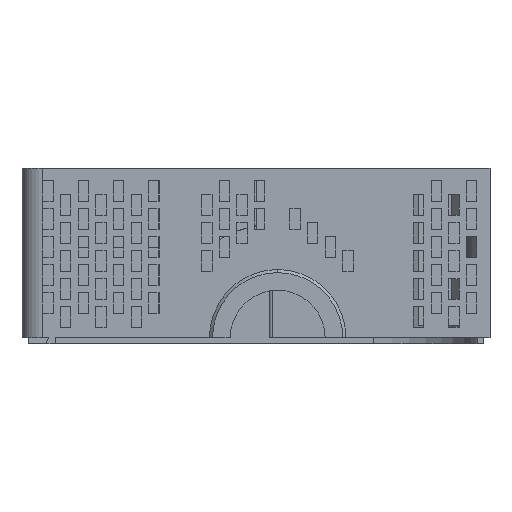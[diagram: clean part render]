
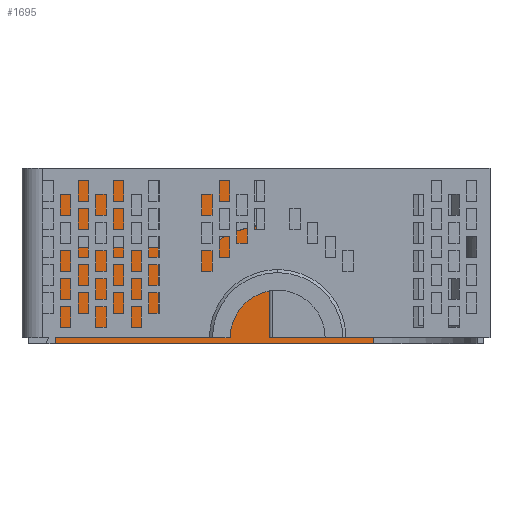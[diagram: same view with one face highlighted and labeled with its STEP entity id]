
A CAD part, front view. The second image highlights one B-rep face of the part: STEP entity #1695.
In plain terms, the highlighted planar face has unit normal (0, -1, 0).
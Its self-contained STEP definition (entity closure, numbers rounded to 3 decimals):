
#23 = EDGE_CURVE ( 'NONE', #17448, #29391, #29657, .T. ) ;
#395 = DIRECTION ( 'NONE',  ( 0., 0., 1. ) ) ;
#567 = DIRECTION ( 'NONE',  ( -1., 0., 0. ) ) ;
#693 = EDGE_CURVE ( 'NONE', #10661, #6839, #11558, .T. ) ;
#724 = VECTOR ( 'NONE', #21971, 1000. ) ;
#732 = CARTESIAN_POINT ( 'NONE',  ( -56.138, 91.729, -110.745 ) ) ;
#835 = CARTESIAN_POINT ( 'NONE',  ( -33.588, 91.729, -130.045 ) ) ;
#918 = LINE ( 'NONE', #10531, #9687 ) ;
#993 = CARTESIAN_POINT ( 'NONE',  ( -31.188, 91.729, -130.045 ) ) ;
#1109 = LINE ( 'NONE', #26971, #21517 ) ;
#1119 = VERTEX_POINT ( 'NONE', #23001 ) ;
#1695 = ADVANCED_FACE ( 'NONE', ( #9231 ), #21378, .F. ) ;
#1753 = CARTESIAN_POINT ( 'NONE',  ( -73.888, 91.729, -110.745 ) ) ;
#1761 = CARTESIAN_POINT ( 'NONE',  ( -53.738, 91.729, -141.045 ) ) ;
#2088 = VECTOR ( 'NONE', #3640, 1000. ) ;
#2142 = LINE ( 'NONE', #28002, #13257 ) ;
#2211 = VECTOR ( 'NONE', #2655, 1000. ) ;
#2655 = DIRECTION ( 'NONE',  ( 1., 0., 0. ) ) ;
#3064 = CARTESIAN_POINT ( 'NONE',  ( -10.938, 91.729, -142.245 ) ) ;
#3096 = LINE ( 'NONE', #19979, #19908 ) ;
#3132 = EDGE_CURVE ( 'NONE', #11810, #25915, #8699, .T. ) ;
#3255 = DIRECTION ( 'NONE',  ( 0., 0., 1. ) ) ;
#3487 = VECTOR ( 'NONE', #395, 1000. ) ;
#3640 = DIRECTION ( 'NONE',  ( 1., 0., 0. ) ) ;
#3845 = VERTEX_POINT ( 'NONE', #3064 ) ;
#3921 = EDGE_CURVE ( 'NONE', #29391, #18581, #26702, .T. ) ;
#4419 = DIRECTION ( 'NONE',  ( 0., 0., 1. ) ) ;
#4485 = LINE ( 'NONE', #19927, #724 ) ;
#4758 = CARTESIAN_POINT ( 'NONE',  ( -10.938, 91.729, -142.245 ) ) ;
#4779 = EDGE_CURVE ( 'NONE', #25915, #21112, #28077, .T. ) ;
#6116 = ORIENTED_EDGE ( 'NONE', *, *, #4779, .T. ) ;
#6334 = LINE ( 'NONE', #16422, #22870 ) ;
#6347 = CARTESIAN_POINT ( 'NONE',  ( -29.438, 91.729, -110.745 ) ) ;
#6839 = VERTEX_POINT ( 'NONE', #732 ) ;
#7359 = CARTESIAN_POINT ( 'NONE',  ( -29.438, 91.729, -119.695 ) ) ;
#7513 = LINE ( 'NONE', #7359, #8761 ) ;
#8195 = DIRECTION ( 'NONE',  ( 1., 0., 0. ) ) ;
#8295 = VECTOR ( 'NONE', #30436, 1000. ) ;
#8559 = CARTESIAN_POINT ( 'NONE',  ( 0., 91.729, -141.045 ) ) ;
#8681 = LINE ( 'NONE', #18310, #23250 ) ;
#8699 = LINE ( 'NONE', #6347, #21565 ) ;
#8761 = VECTOR ( 'NONE', #567, 1000. ) ;
#8828 = EDGE_CURVE ( 'NONE', #3845, #17461, #10917, .T. ) ;
#9074 = ORIENTED_EDGE ( 'NONE', *, *, #19799, .T. ) ;
#9167 = VECTOR ( 'NONE', #9181, 1000. ) ;
#9169 = CARTESIAN_POINT ( 'NONE',  ( -18.938, 91.729, -110.745 ) ) ;
#9181 = DIRECTION ( 'NONE',  ( 0., 0., 1. ) ) ;
#9231 = FACE_OUTER_BOUND ( 'NONE', #27128, .T. ) ;
#9296 = VECTOR ( 'NONE', #4419, 1000. ) ;
#9395 = DIRECTION ( 'NONE',  ( 0., 1., 0. ) ) ;
#9442 = EDGE_CURVE ( 'NONE', #6839, #18581, #918, .T. ) ;
#9564 = ORIENTED_EDGE ( 'NONE', *, *, #28836, .T. ) ;
#9668 = VERTEX_POINT ( 'NONE', #993 ) ;
#9687 = VECTOR ( 'NONE', #25496, 1000. ) ;
#10531 = CARTESIAN_POINT ( 'NONE',  ( -29.438, 91.729, -110.745 ) ) ;
#10661 = VERTEX_POINT ( 'NONE', #23742 ) ;
#10917 = LINE ( 'NONE', #4758, #20237 ) ;
#11015 = CARTESIAN_POINT ( 'NONE',  ( -73.888, 91.729, -119.695 ) ) ;
#11149 = AXIS2_PLACEMENT_3D ( 'NONE', #30983, #9395, #26247 ) ;
#11558 = LINE ( 'NONE', #21167, #9167 ) ;
#11810 = VERTEX_POINT ( 'NONE', #24528 ) ;
#11821 = EDGE_CURVE ( 'NONE', #14816, #24965, #7513, .T. ) ;
#11826 = CARTESIAN_POINT ( 'NONE',  ( -76.288, 91.729, -142.245 ) ) ;
#12058 = CARTESIAN_POINT ( 'NONE',  ( -76.288, 91.729, -119.695 ) ) ;
#12271 = VECTOR ( 'NONE', #8195, 1000. ) ;
#12425 = VERTEX_POINT ( 'NONE', #9169 ) ;
#12433 = ORIENTED_EDGE ( 'NONE', *, *, #11821, .T. ) ;
#12682 = EDGE_CURVE ( 'NONE', #12425, #1119, #1109, .T. ) ;
#13085 = LINE ( 'NONE', #17821, #12271 ) ;
#13257 = VECTOR ( 'NONE', #13650, 1000. ) ;
#13650 = DIRECTION ( 'NONE',  ( -1., 0., 0. ) ) ;
#13816 = ORIENTED_EDGE ( 'NONE', *, *, #693, .T. ) ;
#14634 = CARTESIAN_POINT ( 'NONE',  ( -29.438, 91.729, -130.045 ) ) ;
#14816 = VERTEX_POINT ( 'NONE', #25792 ) ;
#15157 = ORIENTED_EDGE ( 'NONE', *, *, #25185, .T. ) ;
#15967 = DIRECTION ( 'NONE',  ( -1., 0., 0. ) ) ;
#15979 = DIRECTION ( 'NONE',  ( 1., 0., 0. ) ) ;
#16422 = CARTESIAN_POINT ( 'NONE',  ( -31.188, 91.729, -141.045 ) ) ;
#16707 = CARTESIAN_POINT ( 'NONE',  ( -18.938, 91.729, -141.045 ) ) ;
#17112 = CARTESIAN_POINT ( 'NONE',  ( -73.888, 91.729, -141.045 ) ) ;
#17174 = ORIENTED_EDGE ( 'NONE', *, *, #18174, .F. ) ;
#17313 = CARTESIAN_POINT ( 'NONE',  ( -35.988, 91.729, -119.695 ) ) ;
#17425 = VECTOR ( 'NONE', #15979, 1000. ) ;
#17448 = VERTEX_POINT ( 'NONE', #12058 ) ;
#17461 = VERTEX_POINT ( 'NONE', #21197 ) ;
#17677 = CARTESIAN_POINT ( 'NONE',  ( -29.438, 91.729, -119.695 ) ) ;
#17730 = ORIENTED_EDGE ( 'NONE', *, *, #3921, .F. ) ;
#17821 = CARTESIAN_POINT ( 'NONE',  ( 0., 91.729, -142.245 ) ) ;
#17865 = ORIENTED_EDGE ( 'NONE', *, *, #23, .F. ) ;
#18032 = ORIENTED_EDGE ( 'NONE', *, *, #12682, .T. ) ;
#18174 = EDGE_CURVE ( 'NONE', #20701, #17461, #24957, .T. ) ;
#18310 = CARTESIAN_POINT ( 'NONE',  ( -35.988, 91.729, -141.045 ) ) ;
#18581 = VERTEX_POINT ( 'NONE', #1753 ) ;
#19422 = ORIENTED_EDGE ( 'NONE', *, *, #8828, .T. ) ;
#19799 = EDGE_CURVE ( 'NONE', #24965, #11810, #8681, .T. ) ;
#19894 = DIRECTION ( 'NONE',  ( -1., 0., 0. ) ) ;
#19908 = VECTOR ( 'NONE', #3255, 1000. ) ;
#19927 = CARTESIAN_POINT ( 'NONE',  ( -76.288, 91.729, -141.045 ) ) ;
#19979 = CARTESIAN_POINT ( 'NONE',  ( -33.588, 91.729, -141.045 ) ) ;
#20237 = VECTOR ( 'NONE', #30754, 1000. ) ;
#20478 = ORIENTED_EDGE ( 'NONE', *, *, #27055, .T. ) ;
#20605 = CARTESIAN_POINT ( 'NONE',  ( -53.738, 91.729, -119.695 ) ) ;
#20701 = VERTEX_POINT ( 'NONE', #29705 ) ;
#20708 = ORIENTED_EDGE ( 'NONE', *, *, #3132, .T. ) ;
#20963 = ORIENTED_EDGE ( 'NONE', *, *, #25884, .F. ) ;
#21112 = VERTEX_POINT ( 'NONE', #20605 ) ;
#21127 = LINE ( 'NONE', #16707, #9296 ) ;
#21167 = CARTESIAN_POINT ( 'NONE',  ( -56.138, 91.729, -141.045 ) ) ;
#21197 = CARTESIAN_POINT ( 'NONE',  ( -10.938, 91.729, -141.045 ) ) ;
#21378 = PLANE ( 'NONE',  #11149 ) ;
#21517 = VECTOR ( 'NONE', #19894, 1000. ) ;
#21565 = VECTOR ( 'NONE', #15967, 1000. ) ;
#21596 = ORIENTED_EDGE ( 'NONE', *, *, #9442, .T. ) ;
#21971 = DIRECTION ( 'NONE',  ( 0., 0., -1. ) ) ;
#22661 = EDGE_CURVE ( 'NONE', #17448, #24229, #4485, .T. ) ;
#22870 = VECTOR ( 'NONE', #22885, 1000. ) ;
#22885 = DIRECTION ( 'NONE',  ( 0., 0., 1. ) ) ;
#23001 = CARTESIAN_POINT ( 'NONE',  ( -31.188, 91.729, -110.745 ) ) ;
#23250 = VECTOR ( 'NONE', #29807, 1000. ) ;
#23742 = CARTESIAN_POINT ( 'NONE',  ( -56.138, 91.729, -119.695 ) ) ;
#24098 = LINE ( 'NONE', #14634, #2211 ) ;
#24229 = VERTEX_POINT ( 'NONE', #11826 ) ;
#24358 = ORIENTED_EDGE ( 'NONE', *, *, #27337, .F. ) ;
#24528 = CARTESIAN_POINT ( 'NONE',  ( -35.988, 91.729, -110.745 ) ) ;
#24956 = ORIENTED_EDGE ( 'NONE', *, *, #28176, .T. ) ;
#24957 = LINE ( 'NONE', #8559, #17425 ) ;
#24965 = VERTEX_POINT ( 'NONE', #17313 ) ;
#25185 = EDGE_CURVE ( 'NONE', #21112, #10661, #2142, .T. ) ;
#25496 = DIRECTION ( 'NONE',  ( -1., 0., 0. ) ) ;
#25554 = CARTESIAN_POINT ( 'NONE',  ( -53.738, 91.729, -110.745 ) ) ;
#25792 = CARTESIAN_POINT ( 'NONE',  ( -33.588, 91.729, -119.695 ) ) ;
#25884 = EDGE_CURVE ( 'NONE', #9668, #1119, #6334, .T. ) ;
#25915 = VERTEX_POINT ( 'NONE', #25554 ) ;
#26247 = DIRECTION ( 'NONE',  ( 0., 0., 1. ) ) ;
#26702 = LINE ( 'NONE', #17112, #3487 ) ;
#26711 = VERTEX_POINT ( 'NONE', #835 ) ;
#26971 = CARTESIAN_POINT ( 'NONE',  ( -29.438, 91.729, -110.745 ) ) ;
#27055 = EDGE_CURVE ( 'NONE', #24229, #3845, #13085, .T. ) ;
#27128 = EDGE_LOOP ( 'NONE', ( #19422, #17174, #24956, #18032, #20963, #24358, #9564, #12433, #9074, #20708, #6116, #15157, #13816, #21596, #17730, #17865, #28257, #20478 ) ) ;
#27337 = EDGE_CURVE ( 'NONE', #26711, #9668, #24098, .T. ) ;
#28002 = CARTESIAN_POINT ( 'NONE',  ( -29.438, 91.729, -119.695 ) ) ;
#28077 = LINE ( 'NONE', #1761, #8295 ) ;
#28176 = EDGE_CURVE ( 'NONE', #20701, #12425, #21127, .T. ) ;
#28257 = ORIENTED_EDGE ( 'NONE', *, *, #22661, .T. ) ;
#28836 = EDGE_CURVE ( 'NONE', #26711, #14816, #3096, .T. ) ;
#29391 = VERTEX_POINT ( 'NONE', #11015 ) ;
#29657 = LINE ( 'NONE', #17677, #2088 ) ;
#29705 = CARTESIAN_POINT ( 'NONE',  ( -18.938, 91.729, -141.045 ) ) ;
#29807 = DIRECTION ( 'NONE',  ( 0., 0., 1. ) ) ;
#30436 = DIRECTION ( 'NONE',  ( 0., 0., -1. ) ) ;
#30754 = DIRECTION ( 'NONE',  ( 0., 0., 1. ) ) ;
#30983 = CARTESIAN_POINT ( 'NONE',  ( -29.438, 91.729, -141.045 ) ) ;
